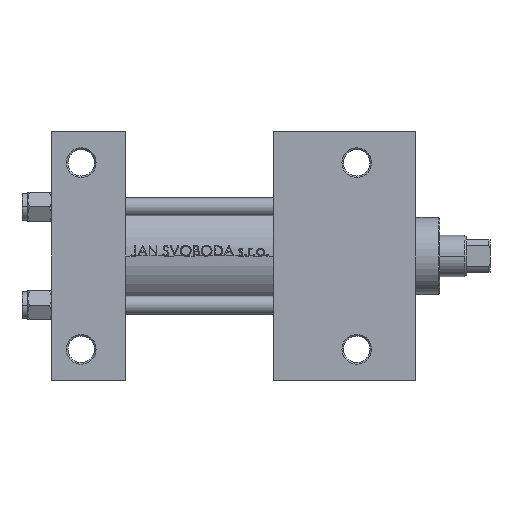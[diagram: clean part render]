
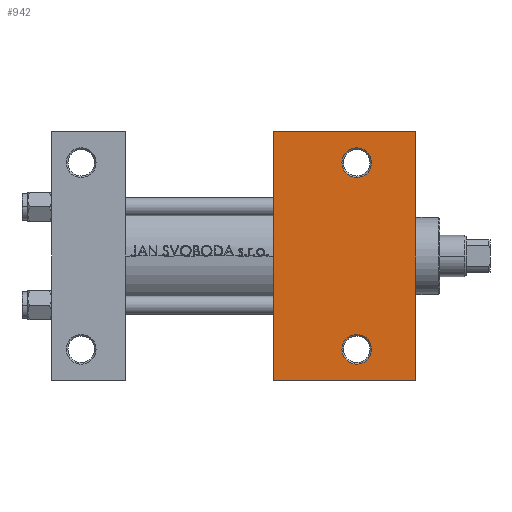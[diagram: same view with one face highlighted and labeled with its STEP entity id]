
A CAD part, front view. The second image highlights one B-rep face of the part: STEP entity #942.
In plain terms, the highlighted face is planar.
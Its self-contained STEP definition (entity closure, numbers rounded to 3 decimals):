
#463 = VERTEX_POINT ( 'NONE', #9843 ) ;
#740 = CIRCLE ( 'NONE', #21515, 5. ) ;
#785 = DIRECTION ( 'NONE',  ( 0., -1., 0. ) ) ;
#942 = ADVANCED_FACE ( 'NONE', ( #46123, #2297, #2053 ), #31702, .T. ) ;
#2053 = FACE_OUTER_BOUND ( 'NONE', #19614, .T. ) ;
#2231 = EDGE_CURVE ( 'NONE', #463, #8212, #25391, .T. ) ;
#2286 = EDGE_CURVE ( 'NONE', #32036, #23969, #38051, .T. ) ;
#2297 = FACE_BOUND ( 'NONE', #12180, .T. ) ;
#4339 = CARTESIAN_POINT ( 'NONE',  ( 103., 31.5, -22.5 ) ) ;
#4368 = ORIENTED_EDGE ( 'NONE', *, *, #18770, .T. ) ;
#5852 = CIRCLE ( 'NONE', #39730, 5. ) ;
#5894 = CARTESIAN_POINT ( 'NONE',  ( 123., 42., -22.5 ) ) ;
#5902 = DIRECTION ( 'NONE',  ( 0., 1., 0. ) ) ;
#7005 = ORIENTED_EDGE ( 'NONE', *, *, #22501, .T. ) ;
#7185 = VECTOR ( 'NONE', #22465, 1000. ) ;
#8047 = DIRECTION ( 'NONE',  ( 0., 1., 0. ) ) ;
#8212 = VERTEX_POINT ( 'NONE', #29975 ) ;
#8447 = DIRECTION ( 'NONE',  ( 0., 0., 1. ) ) ;
#8817 = DIRECTION ( 'NONE',  ( 0., 0., 1. ) ) ;
#9843 = CARTESIAN_POINT ( 'NONE',  ( 108., 31.5, -22.5 ) ) ;
#11655 = ORIENTED_EDGE ( 'NONE', *, *, #25519, .T. ) ;
#12180 = EDGE_LOOP ( 'NONE', ( #36567, #4368 ) ) ;
#12424 = EDGE_CURVE ( 'NONE', #8212, #463, #740, .T. ) ;
#13154 = DIRECTION ( 'NONE',  ( 0., 0., -1. ) ) ;
#13800 = AXIS2_PLACEMENT_3D ( 'NONE', #16757, #13154, #5902 ) ;
#14725 = CARTESIAN_POINT ( 'NONE',  ( 103., 31.5, -22.5 ) ) ;
#14810 = CARTESIAN_POINT ( 'NONE',  ( 103., -31.5, -22.5 ) ) ;
#15441 = CARTESIAN_POINT ( 'NONE',  ( 75., 42., -22.5 ) ) ;
#15467 = ORIENTED_EDGE ( 'NONE', *, *, #2231, .T. ) ;
#15483 = LINE ( 'NONE', #30388, #7185 ) ;
#16121 = AXIS2_PLACEMENT_3D ( 'NONE', #4339, #8447, #34205 ) ;
#16380 = EDGE_CURVE ( 'NONE', #32036, #23811, #46931, .T. ) ;
#16603 = DIRECTION ( 'NONE',  ( 0., -1., 0. ) ) ;
#16747 = CARTESIAN_POINT ( 'NONE',  ( 103., -31.5, -22.5 ) ) ;
#16757 = CARTESIAN_POINT ( 'NONE',  ( 123., 22.5, -22.5 ) ) ;
#18504 = CARTESIAN_POINT ( 'NONE',  ( 75., -42., -22.5 ) ) ;
#18579 = CIRCLE ( 'NONE', #46263, 5. ) ;
#18770 = EDGE_CURVE ( 'NONE', #42582, #25993, #18579, .T. ) ;
#19550 = LINE ( 'NONE', #19783, #41670 ) ;
#19614 = EDGE_LOOP ( 'NONE', ( #26273, #33810, #7005, #11655 ) ) ;
#19783 = CARTESIAN_POINT ( 'NONE',  ( 123., 22.5, -22.5 ) ) ;
#21515 = AXIS2_PLACEMENT_3D ( 'NONE', #14725, #42066, #22190 ) ;
#22190 = DIRECTION ( 'NONE',  ( 0., 1., 0. ) ) ;
#22465 = DIRECTION ( 'NONE',  ( -1., 0., 0. ) ) ;
#22501 = EDGE_CURVE ( 'NONE', #23969, #35199, #19550, .T. ) ;
#23033 = ORIENTED_EDGE ( 'NONE', *, *, #12424, .T. ) ;
#23127 = VECTOR ( 'NONE', #16603, 1000. ) ;
#23142 = DIRECTION ( 'NONE',  ( 1., 0., 0. ) ) ;
#23811 = VERTEX_POINT ( 'NONE', #18504 ) ;
#23969 = VERTEX_POINT ( 'NONE', #5894 ) ;
#25391 = CIRCLE ( 'NONE', #16121, 5. ) ;
#25519 = EDGE_CURVE ( 'NONE', #35199, #23811, #15483, .T. ) ;
#25993 = VERTEX_POINT ( 'NONE', #34089 ) ;
#26273 = ORIENTED_EDGE ( 'NONE', *, *, #16380, .F. ) ;
#26499 = EDGE_LOOP ( 'NONE', ( #23033, #15467 ) ) ;
#27227 = CARTESIAN_POINT ( 'NONE',  ( 75., 42., -22.5 ) ) ;
#27326 = CARTESIAN_POINT ( 'NONE',  ( 123., -42., -22.5 ) ) ;
#28382 = CARTESIAN_POINT ( 'NONE',  ( 108., -31.5, -22.5 ) ) ;
#29489 = DIRECTION ( 'NONE',  ( 0., 0., 1. ) ) ;
#29975 = CARTESIAN_POINT ( 'NONE',  ( 98., 31.5, -22.5 ) ) ;
#30388 = CARTESIAN_POINT ( 'NONE',  ( 75., -42., -22.5 ) ) ;
#31295 = CARTESIAN_POINT ( 'NONE',  ( 75., 22.5, -22.5 ) ) ;
#31702 = PLANE ( 'NONE',  #13800 ) ;
#32036 = VERTEX_POINT ( 'NONE', #27227 ) ;
#33810 = ORIENTED_EDGE ( 'NONE', *, *, #2286, .T. ) ;
#34089 = CARTESIAN_POINT ( 'NONE',  ( 98., -31.5, -22.5 ) ) ;
#34205 = DIRECTION ( 'NONE',  ( 0., 1., 0. ) ) ;
#35199 = VERTEX_POINT ( 'NONE', #27326 ) ;
#36567 = ORIENTED_EDGE ( 'NONE', *, *, #40759, .T. ) ;
#38051 = LINE ( 'NONE', #15441, #42270 ) ;
#39730 = AXIS2_PLACEMENT_3D ( 'NONE', #16747, #8817, #45652 ) ;
#40759 = EDGE_CURVE ( 'NONE', #25993, #42582, #5852, .T. ) ;
#41670 = VECTOR ( 'NONE', #785, 1000. ) ;
#42066 = DIRECTION ( 'NONE',  ( 0., 0., 1. ) ) ;
#42270 = VECTOR ( 'NONE', #23142, 1000. ) ;
#42582 = VERTEX_POINT ( 'NONE', #28382 ) ;
#45652 = DIRECTION ( 'NONE',  ( 0., 1., 0. ) ) ;
#46123 = FACE_BOUND ( 'NONE', #26499, .T. ) ;
#46263 = AXIS2_PLACEMENT_3D ( 'NONE', #14810, #29489, #8047 ) ;
#46931 = LINE ( 'NONE', #31295, #23127 ) ;
